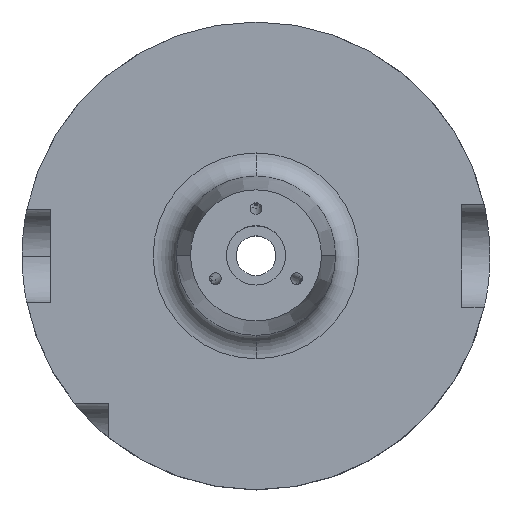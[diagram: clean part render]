
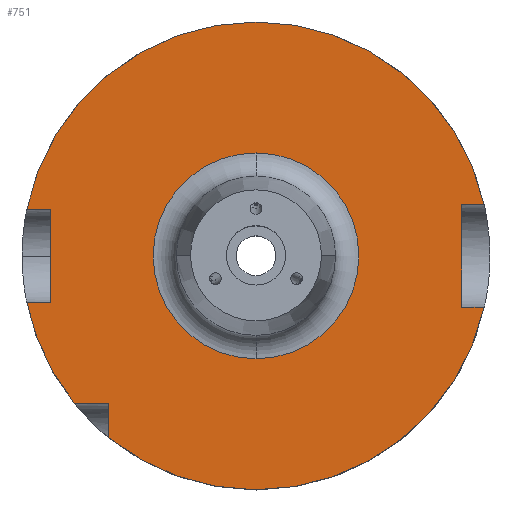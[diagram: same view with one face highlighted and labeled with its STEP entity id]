
A CAD part, top view. The second image highlights one B-rep face of the part: STEP entity #751.
In plain terms, the highlighted planar face has unit normal (0, 0, 1).
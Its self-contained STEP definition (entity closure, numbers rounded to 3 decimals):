
#6 = DIRECTION ( 'NONE',  ( 0., 1., 0. ) ) ;
#88 = VECTOR ( 'NONE', #2987, 1000. ) ;
#124 = CARTESIAN_POINT ( 'NONE',  ( 0., 22., 29. ) ) ;
#153 = ORIENTED_EDGE ( 'NONE', *, *, #3127, .F. ) ;
#155 = EDGE_CURVE ( 'NONE', #1394, #1085, #2329, .T. ) ;
#164 = ORIENTED_EDGE ( 'NONE', *, *, #2793, .T. ) ;
#210 = CARTESIAN_POINT ( 'NONE',  ( 0., 44., 29. ) ) ;
#221 = ORIENTED_EDGE ( 'NONE', *, *, #3149, .T. ) ;
#265 = VERTEX_POINT ( 'NONE', #522 ) ;
#319 = ORIENTED_EDGE ( 'NONE', *, *, #1214, .F. ) ;
#331 = DIRECTION ( 'NONE',  ( -1., 0., 0. ) ) ;
#343 = CARTESIAN_POINT ( 'NONE',  ( -44., -10., 29. ) ) ;
#393 = CIRCLE ( 'NONE', #1072, 50. ) ;
#410 = DIRECTION ( 'NONE',  ( 1., 0., 0. ) ) ;
#413 = CIRCLE ( 'NONE', #2230, 50. ) ;
#423 = VECTOR ( 'NONE', #1741, 1000. ) ;
#430 = AXIS2_PLACEMENT_3D ( 'NONE', #1119, #3112, #1396 ) ;
#439 = EDGE_CURVE ( 'NONE', #3137, #471, #2547, .T. ) ;
#448 = VECTOR ( 'NONE', #3241, 1000. ) ;
#455 = CARTESIAN_POINT ( 'NONE',  ( -44., -10., 29. ) ) ;
#471 = VERTEX_POINT ( 'NONE', #1917 ) ;
#508 = DIRECTION ( 'NONE',  ( 0., -1., 0. ) ) ;
#520 = EDGE_CURVE ( 'NONE', #1942, #1338, #1436, .T. ) ;
#522 = CARTESIAN_POINT ( 'NONE',  ( -48.99, 10., 29. ) ) ;
#543 = DIRECTION ( 'NONE',  ( -1., 0., 0. ) ) ;
#547 = AXIS2_PLACEMENT_3D ( 'NONE', #1452, #3459, #1732 ) ;
#604 = DIRECTION ( 'NONE',  ( 0., 0., -1. ) ) ;
#641 = CARTESIAN_POINT ( 'NONE',  ( -31.5, -31.5, 29. ) ) ;
#694 = VERTEX_POINT ( 'NONE', #961 ) ;
#708 = VERTEX_POINT ( 'NONE', #3250 ) ;
#751 = ADVANCED_FACE ( 'NONE', ( #2320, #3192 ), #1324, .T. ) ;
#763 = DIRECTION ( 'NONE',  ( 0., 0., 1. ) ) ;
#899 = EDGE_CURVE ( 'NONE', #265, #3016, #3476, .T. ) ;
#961 = CARTESIAN_POINT ( 'NONE',  ( 48.775, -11., 29. ) ) ;
#975 = CARTESIAN_POINT ( 'NONE',  ( 44., -11., 29. ) ) ;
#978 = LINE ( 'NONE', #2197, #1716 ) ;
#1016 = EDGE_LOOP ( 'NONE', ( #221, #2458, #153, #2921, #1438, #2858, #319, #164, #2130, #2294, #2814, #2451 ) ) ;
#1072 = AXIS2_PLACEMENT_3D ( 'NONE', #3168, #1445, #3447 ) ;
#1085 = VERTEX_POINT ( 'NONE', #641 ) ;
#1108 = LINE ( 'NONE', #1995, #2698 ) ;
#1116 = CARTESIAN_POINT ( 'NONE',  ( -44., 10., 29. ) ) ;
#1119 = CARTESIAN_POINT ( 'NONE',  ( 0., 0., 29. ) ) ;
#1162 = LINE ( 'NONE', #343, #423 ) ;
#1214 = EDGE_CURVE ( 'NONE', #694, #1394, #413, .T. ) ;
#1224 = LINE ( 'NONE', #1719, #3498 ) ;
#1320 = CIRCLE ( 'NONE', #547, 22. ) ;
#1324 = PLANE ( 'NONE',  #2971 ) ;
#1338 = VERTEX_POINT ( 'NONE', #2649 ) ;
#1394 = VERTEX_POINT ( 'NONE', #2972 ) ;
#1396 = DIRECTION ( 'NONE',  ( 0., 1., 0. ) ) ;
#1436 = LINE ( 'NONE', #3093, #3627 ) ;
#1438 = ORIENTED_EDGE ( 'NONE', *, *, #1897, .F. ) ;
#1445 = DIRECTION ( 'NONE',  ( 0., 0., -1. ) ) ;
#1452 = CARTESIAN_POINT ( 'NONE',  ( 0., 0., 29. ) ) ;
#1477 = CIRCLE ( 'NONE', #3051, 50. ) ;
#1617 = CARTESIAN_POINT ( 'NONE',  ( 0., 0., 29. ) ) ;
#1645 = VERTEX_POINT ( 'NONE', #455 ) ;
#1681 = DIRECTION ( 'NONE',  ( 0., 0., -1. ) ) ;
#1716 = VECTOR ( 'NONE', #508, 1000. ) ;
#1719 = CARTESIAN_POINT ( 'NONE',  ( 54., -11., 29. ) ) ;
#1725 = EDGE_CURVE ( 'NONE', #1338, #2194, #978, .T. ) ;
#1732 = DIRECTION ( 'NONE',  ( 0., -1., 0. ) ) ;
#1741 = DIRECTION ( 'NONE',  ( 0., -1., 0. ) ) ;
#1783 = ORIENTED_EDGE ( 'NONE', *, *, #3344, .T. ) ;
#1897 = EDGE_CURVE ( 'NONE', #1085, #708, #1108, .T. ) ;
#1898 = DIRECTION ( 'NONE',  ( 0., -1., 0. ) ) ;
#1917 = CARTESIAN_POINT ( 'NONE',  ( 0., -22., 29. ) ) ;
#1925 = LINE ( 'NONE', #2862, #448 ) ;
#1942 = VERTEX_POINT ( 'NONE', #2016 ) ;
#1950 = EDGE_CURVE ( 'NONE', #2332, #1645, #1162, .T. ) ;
#1995 = CARTESIAN_POINT ( 'NONE',  ( 0., -31.5, 29. ) ) ;
#2016 = CARTESIAN_POINT ( 'NONE',  ( 48.775, 11., 29. ) ) ;
#2130 = ORIENTED_EDGE ( 'NONE', *, *, #1725, .F. ) ;
#2194 = VERTEX_POINT ( 'NONE', #975 ) ;
#2197 = CARTESIAN_POINT ( 'NONE',  ( 44., -11., 29. ) ) ;
#2230 = AXIS2_PLACEMENT_3D ( 'NONE', #2288, #604, #2582 ) ;
#2288 = CARTESIAN_POINT ( 'NONE',  ( 0., 0., 29. ) ) ;
#2294 = ORIENTED_EDGE ( 'NONE', *, *, #520, .F. ) ;
#2320 = FACE_BOUND ( 'NONE', #3554, .T. ) ;
#2329 = LINE ( 'NONE', #2403, #88 ) ;
#2332 = VERTEX_POINT ( 'NONE', #1116 ) ;
#2370 = CARTESIAN_POINT ( 'NONE',  ( -54., 10., 29. ) ) ;
#2388 = ORIENTED_EDGE ( 'NONE', *, *, #439, .T. ) ;
#2403 = CARTESIAN_POINT ( 'NONE',  ( -31.5, 44., 29. ) ) ;
#2451 = ORIENTED_EDGE ( 'NONE', *, *, #899, .F. ) ;
#2458 = ORIENTED_EDGE ( 'NONE', *, *, #1950, .T. ) ;
#2517 = CARTESIAN_POINT ( 'NONE',  ( 0., 50., 29. ) ) ;
#2547 = CIRCLE ( 'NONE', #3028, 22. ) ;
#2582 = DIRECTION ( 'NONE',  ( 0., 1., 0. ) ) ;
#2611 = VECTOR ( 'NONE', #410, 1000. ) ;
#2649 = CARTESIAN_POINT ( 'NONE',  ( 44., 11., 29. ) ) ;
#2698 = VECTOR ( 'NONE', #331, 1000. ) ;
#2701 = EDGE_CURVE ( 'NONE', #3016, #1942, #1477, .T. ) ;
#2745 = DIRECTION ( 'NONE',  ( 0., -1., 0. ) ) ;
#2793 = EDGE_CURVE ( 'NONE', #694, #2194, #1224, .T. ) ;
#2814 = ORIENTED_EDGE ( 'NONE', *, *, #2701, .F. ) ;
#2850 = DIRECTION ( 'NONE',  ( -1., 0., 0. ) ) ;
#2858 = ORIENTED_EDGE ( 'NONE', *, *, #155, .F. ) ;
#2862 = CARTESIAN_POINT ( 'NONE',  ( -54., -10., 29. ) ) ;
#2869 = EDGE_CURVE ( 'NONE', #708, #3065, #393, .T. ) ;
#2921 = ORIENTED_EDGE ( 'NONE', *, *, #2869, .F. ) ;
#2971 = AXIS2_PLACEMENT_3D ( 'NONE', #210, #763, #2745 ) ;
#2972 = CARTESIAN_POINT ( 'NONE',  ( -31.5, -38.83, 29. ) ) ;
#2987 = DIRECTION ( 'NONE',  ( 0., 1., 0. ) ) ;
#3016 = VERTEX_POINT ( 'NONE', #2517 ) ;
#3028 = AXIS2_PLACEMENT_3D ( 'NONE', #1617, #3617, #1898 ) ;
#3051 = AXIS2_PLACEMENT_3D ( 'NONE', #3408, #1681, #6 ) ;
#3065 = VERTEX_POINT ( 'NONE', #3142 ) ;
#3093 = CARTESIAN_POINT ( 'NONE',  ( 54., 11., 29. ) ) ;
#3112 = DIRECTION ( 'NONE',  ( 0., 0., -1. ) ) ;
#3127 = EDGE_CURVE ( 'NONE', #3065, #1645, #1925, .T. ) ;
#3137 = VERTEX_POINT ( 'NONE', #124 ) ;
#3142 = CARTESIAN_POINT ( 'NONE',  ( -48.99, -10., 29. ) ) ;
#3149 = EDGE_CURVE ( 'NONE', #265, #2332, #3473, .T. ) ;
#3168 = CARTESIAN_POINT ( 'NONE',  ( 0., 0., 29. ) ) ;
#3192 = FACE_OUTER_BOUND ( 'NONE', #1016, .T. ) ;
#3241 = DIRECTION ( 'NONE',  ( 1., 0., 0. ) ) ;
#3250 = CARTESIAN_POINT ( 'NONE',  ( -38.83, -31.5, 29. ) ) ;
#3344 = EDGE_CURVE ( 'NONE', #471, #3137, #1320, .T. ) ;
#3408 = CARTESIAN_POINT ( 'NONE',  ( 0., 0., 29. ) ) ;
#3447 = DIRECTION ( 'NONE',  ( 0., 1., 0. ) ) ;
#3459 = DIRECTION ( 'NONE',  ( 0., 0., -1. ) ) ;
#3473 = LINE ( 'NONE', #2370, #2611 ) ;
#3476 = CIRCLE ( 'NONE', #430, 50. ) ;
#3498 = VECTOR ( 'NONE', #2850, 1000. ) ;
#3554 = EDGE_LOOP ( 'NONE', ( #1783, #2388 ) ) ;
#3617 = DIRECTION ( 'NONE',  ( 0., 0., -1. ) ) ;
#3627 = VECTOR ( 'NONE', #543, 1000. ) ;
